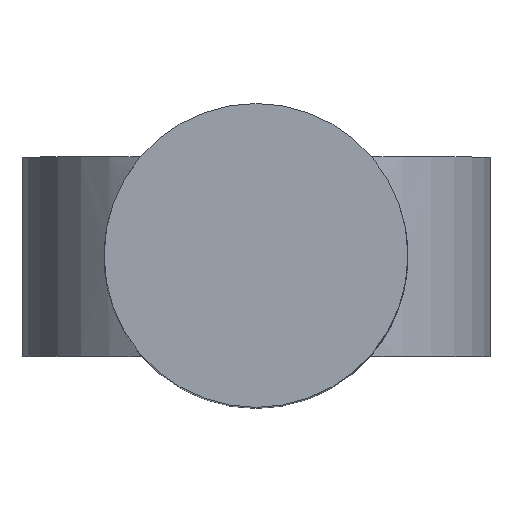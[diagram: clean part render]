
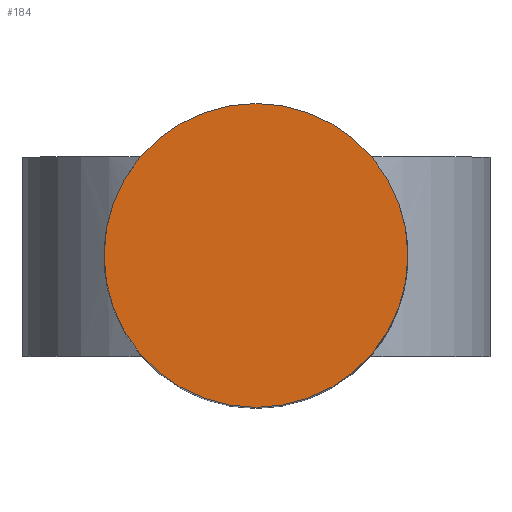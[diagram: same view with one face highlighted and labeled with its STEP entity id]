
A CAD part, top view. The second image highlights one B-rep face of the part: STEP entity #184.
In plain terms, the highlighted planar face has unit normal (0, 0, 1).
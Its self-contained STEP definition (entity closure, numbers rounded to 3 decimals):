
#3 = CIRCLE ( 'NONE', #136, 30.475 ) ;
#16 = VERTEX_POINT ( 'NONE', #459 ) ;
#60 = CARTESIAN_POINT ( 'NONE',  ( 30.475, 0., 130. ) ) ;
#91 = AXIS2_PLACEMENT_3D ( 'NONE', #251, #286, #396 ) ;
#120 = ORIENTED_EDGE ( 'NONE', *, *, #345, .T. ) ;
#136 = AXIS2_PLACEMENT_3D ( 'NONE', #337, #261, #225 ) ;
#143 = FACE_OUTER_BOUND ( 'NONE', #374, .T. ) ;
#172 = CARTESIAN_POINT ( 'NONE',  ( 0., 0., 130. ) ) ;
#173 = CIRCLE ( 'NONE', #91, 30.475 ) ;
#181 = AXIS2_PLACEMENT_3D ( 'NONE', #172, #391, #469 ) ;
#184 = ADVANCED_FACE ( 'NONE', ( #143 ), #388, .T. ) ;
#225 = DIRECTION ( 'NONE',  ( 1., 0., 0. ) ) ;
#238 = VERTEX_POINT ( 'NONE', #60 ) ;
#251 = CARTESIAN_POINT ( 'NONE',  ( 0., 0., 130. ) ) ;
#261 = DIRECTION ( 'NONE',  ( 0., 0., 1. ) ) ;
#286 = DIRECTION ( 'NONE',  ( 0., 0., 1. ) ) ;
#289 = EDGE_CURVE ( 'NONE', #238, #16, #173, .T. ) ;
#337 = CARTESIAN_POINT ( 'NONE',  ( 0., 0., 130. ) ) ;
#345 = EDGE_CURVE ( 'NONE', #16, #238, #3, .T. ) ;
#374 = EDGE_LOOP ( 'NONE', ( #120, #416 ) ) ;
#388 = PLANE ( 'NONE',  #181 ) ;
#391 = DIRECTION ( 'NONE',  ( 0., 0., 1. ) ) ;
#396 = DIRECTION ( 'NONE',  ( 1., 0., 0. ) ) ;
#416 = ORIENTED_EDGE ( 'NONE', *, *, #289, .T. ) ;
#459 = CARTESIAN_POINT ( 'NONE',  ( -30.475, 0., 130. ) ) ;
#469 = DIRECTION ( 'NONE',  ( 1., 0., 0. ) ) ;
